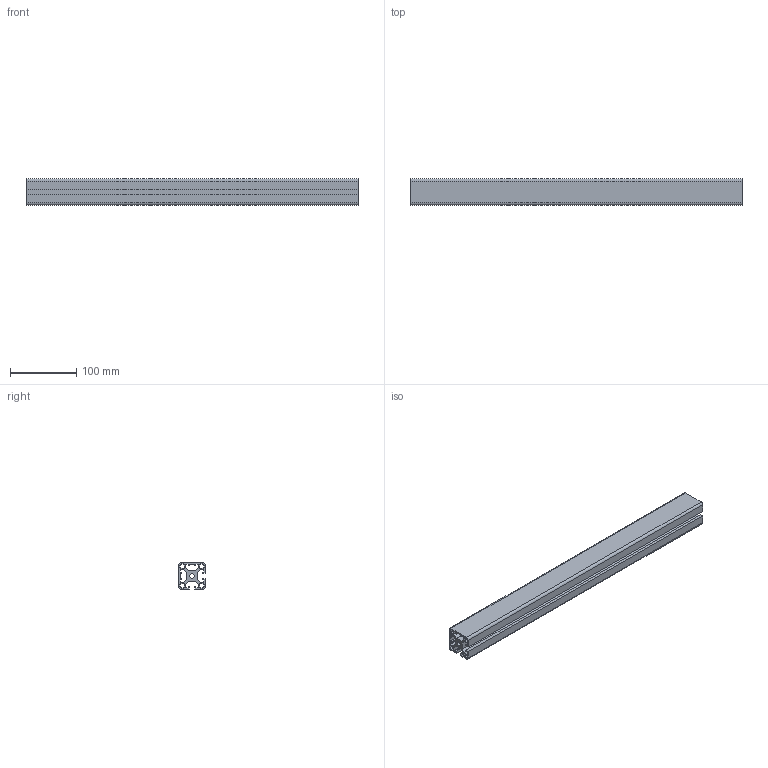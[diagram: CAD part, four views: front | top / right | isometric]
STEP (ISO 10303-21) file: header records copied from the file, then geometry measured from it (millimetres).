
FILE_DESCRIPTION (( 'STEP AP214' ), '1' );
FILE_NAME ('RP1320 8 40x40 Light 2N90.STEP', '2026-02-13T09:15:43', ( '' ), ( '' ), 'SwSTEP 2.0', 'SolidWorks 2026', '' );
FILE_SCHEMA (( 'AUTOMOTIVE_DESIGN' ));
Length unit declared in the file: millimetre
Products named in the file (1): RP1320 8 40x40 Light 2N90
Bounding box: 500 x 40 x 40 mm (x, y, z)
Volume: 326112.9 mm3; surface area: 254066.8 mm2
Topology: 1 solids, 1 shells, 100 faces, 294 edges, 196 vertices
Faces by surface type: plane 78, cylinder 22
Entity records: 3353 total; most frequent: CARTESIAN_POINT 591, ORIENTED_EDGE 588, DIRECTION 540, EDGE_CURVE 294, VECTOR 250, LINE 250, VERTEX_POINT 196, AXIS2_PLACEMENT_3D 145
